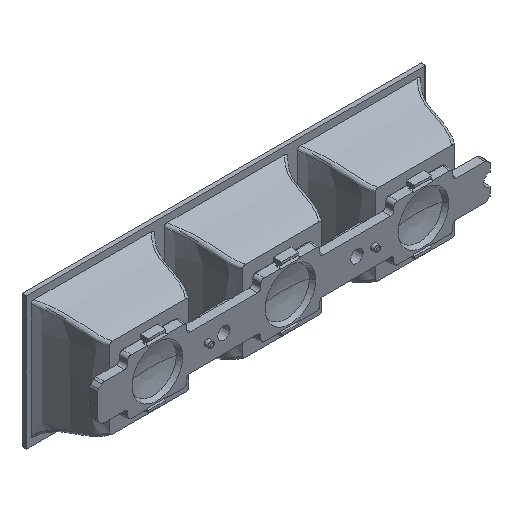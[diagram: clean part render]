
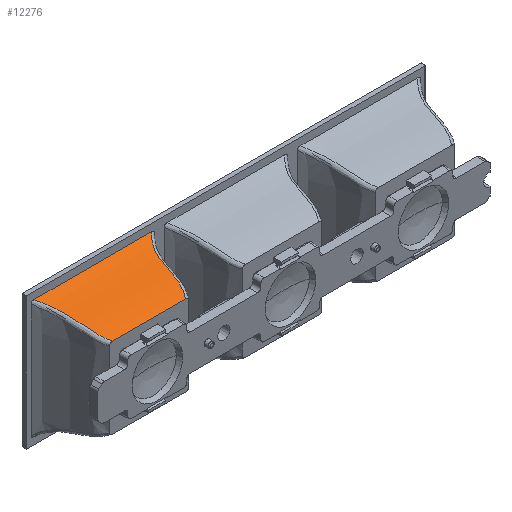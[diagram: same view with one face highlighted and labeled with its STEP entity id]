
A CAD part, isometric view. The second image highlights one B-rep face of the part: STEP entity #12276.
In plain terms, the highlighted face is a extrusion surface.
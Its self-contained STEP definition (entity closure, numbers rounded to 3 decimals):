
#9492=CARTESIAN_POINT('',(-250.994,1.8,12.121));
#9511=CARTESIAN_POINT('',(-250.994,1.8,12.121));
#9512=CARTESIAN_POINT('',(-251.156,1.985,12.207));
#9513=CARTESIAN_POINT('',(-251.476,2.397,12.393));
#9514=CARTESIAN_POINT('',(-251.952,3.142,12.702));
#9515=CARTESIAN_POINT('',(-252.392,4.033,13.039));
#9516=CARTESIAN_POINT('',(-252.736,5.093,13.398));
#9517=CARTESIAN_POINT('',(-252.976,6.345,13.775));
#9518=CARTESIAN_POINT('',(-253.229,7.723,14.146));
#9519=CARTESIAN_POINT('',(-253.496,9.211,14.512));
#9520=CARTESIAN_POINT('',(-253.783,10.818,14.888));
#9521=CARTESIAN_POINT('',(-254.094,12.376,15.256));
#9522=CARTESIAN_POINT('',(-254.456,13.726,15.596));
#9523=CARTESIAN_POINT('',(-254.914,14.938,15.953));
#9524=CARTESIAN_POINT('',(-255.487,16.042,16.349));
#9525=CARTESIAN_POINT('',(-256.15,17.037,16.792));
#9526=CARTESIAN_POINT('',(-256.892,17.929,17.286));
#9527=CARTESIAN_POINT('',(-257.441,18.455,17.644));
#9528=CARTESIAN_POINT('',(-257.729,18.7,17.828));
#9530=DIRECTION('',(1.,0.,0.));
#9531=VECTOR('',#9530,35.463);
#9532=CARTESIAN_POINT('',(-257.729,18.7,17.828));
#9533=LINE('',#9532,#9531);
#9534=DIRECTION('',(-1.,0.,0.));
#9535=VECTOR('',#9534,21.986);
#9536=CARTESIAN_POINT('',(-229.008,1.8,12.121));
#9537=LINE('',#9536,#9535);
#9622=CARTESIAN_POINT('',(-229.008,1.8,12.121));
#9624=CARTESIAN_POINT('',(-229.008,1.8,12.121));
#9625=CARTESIAN_POINT('',(-228.47,2.577,12.483));
#9626=CARTESIAN_POINT('',(-227.568,4.228,13.145));
#9627=CARTESIAN_POINT('',(-226.822,6.936,13.958));
#9628=CARTESIAN_POINT('',(-226.399,9.671,14.625));
#9629=CARTESIAN_POINT('',(-225.915,12.402,15.253));
#9630=CARTESIAN_POINT('',(-225.141,14.942,15.914));
#9631=CARTESIAN_POINT('',(-223.893,17.093,16.765));
#9632=CARTESIAN_POINT('',(-222.844,18.225,17.47));
#9633=CARTESIAN_POINT('',(-222.266,18.7,17.828));
#9635=CARTESIAN_POINT('',(-222.266,18.7,17.828));
#11264=VERTEX_POINT('',#9635);
#11265=CARTESIAN_POINT('',(-257.729,18.7,
17.828));
#11266=VERTEX_POINT('',#11265);
#11301=VERTEX_POINT('',#9622);
#11302=VERTEX_POINT('',#9492);
#12227=CARTESIAN_POINT('',(-316.6,18.842,17.938));
#12228=CARTESIAN_POINT('',(-316.6,18.795,17.901));
#12229=CARTESIAN_POINT('',(-316.6,18.622,17.767));
#12230=CARTESIAN_POINT('',(-316.6,18.297,17.536));
#12231=CARTESIAN_POINT('',(-316.6,17.857,17.254));
#12232=CARTESIAN_POINT('',(-316.6,17.376,16.979));
#12233=CARTESIAN_POINT('',(-316.6,16.866,16.721));
#12234=CARTESIAN_POINT('',(-316.6,16.319,16.474));
#12235=CARTESIAN_POINT('',(-316.6,15.714,16.232));
#12236=CARTESIAN_POINT('',(-316.6,15.024,15.988));
#12237=CARTESIAN_POINT('',(-316.6,14.246,15.747));
#12238=CARTESIAN_POINT('',(-316.6,13.418,15.519));
#12239=CARTESIAN_POINT('',(-316.6,12.598,15.313));
#12240=CARTESIAN_POINT('',(-316.6,11.826,15.127));
#12241=CARTESIAN_POINT('',(-316.6,11.113,14.958));
#12242=CARTESIAN_POINT('',(-316.6,10.453,14.803));
#12243=CARTESIAN_POINT('',(-316.6,9.842,14.659));
#12244=CARTESIAN_POINT('',(-316.6,9.279,14.525));
#12245=CARTESIAN_POINT('',(-316.6,8.763,14.401));
#12246=CARTESIAN_POINT('',(-316.6,8.289,14.284));
#12247=CARTESIAN_POINT('',(-316.6,7.848,14.173));
#12248=CARTESIAN_POINT('',(-316.6,7.426,14.063));
#12249=CARTESIAN_POINT('',(-316.6,7.012,13.954));
#12250=CARTESIAN_POINT('',(-316.6,6.601,13.841));
#12251=CARTESIAN_POINT('',(-316.6,6.19,13.724));
#12252=CARTESIAN_POINT('',(-316.6,5.78,13.604));
#12253=CARTESIAN_POINT('',(-316.6,5.369,13.479));
#12254=CARTESIAN_POINT('',(-316.6,4.946,13.345));
#12255=CARTESIAN_POINT('',(-316.6,4.503,13.198));
#12256=CARTESIAN_POINT('',(-316.6,4.034,13.034));
#12257=CARTESIAN_POINT('',(-316.6,3.539,12.853));
#12258=CARTESIAN_POINT('',(-316.6,3.028,12.654));
#12259=CARTESIAN_POINT('',(-316.6,2.514,12.441));
#12260=CARTESIAN_POINT('',(-316.6,2.104,12.261));
#12261=CARTESIAN_POINT('',(-316.6,1.814,12.128));
#12262=CARTESIAN_POINT('',(-316.6,1.692,12.07));
#12263=CARTESIAN_POINT('',(-316.6,1.638,12.045));
#12265=DIRECTION('',(-1.,0.,0.));
#12266=VECTOR('',#12265,1.);
#12267=SURFACE_OF_LINEAR_EXTRUSION('',#12264,#12266);
#12268=ORIENTED_EDGE('',*,*,#12217,.T.);
#12270=ORIENTED_EDGE('',*,*,#12269,.T.);
#12272=ORIENTED_EDGE('',*,*,#12271,.F.);
#12273=ORIENTED_EDGE('',*,*,#11840,.T.);
#12274=EDGE_LOOP('',(#12268,#12270,#12272,#12273));
#12275=FACE_OUTER_BOUND('',#12274,.F.);
#12276=ADVANCED_FACE('',(#12275),#12267,.F.);
#9529=B_SPLINE_CURVE_WITH_KNOTS('',3,(#9511,#9512,#9513,#9514,#9515,#9516,#9517,
#9518,#9519,#9520,#9521,#9522,#9523,#9524,#9525,#9526,#9527,#9528),
.UNSPECIFIED.,.F.,.F.,(4,1,1,1,1,1,1,1,1,1,1,1,1,1,1,4),(0.,0.067,
0.133,0.2,0.267,0.333,0.4,
0.467,0.533,0.6,0.667,0.733,
0.8,0.867,0.933,1.),.UNSPECIFIED.);
#9634=B_SPLINE_CURVE_WITH_KNOTS('',3,(#9624,#9625,#9626,#9627,#9628,#9629,#9630,
#9631,#9632,#9633),.UNSPECIFIED.,.F.,.F.,(4,1,1,1,1,1,1,4),(0.,
0.143,0.286,0.429,0.571,
0.714,0.857,1.),.UNSPECIFIED.);
#11840=EDGE_CURVE('',#11301,#11302,#9537,.T.);
#12217=EDGE_CURVE('',#11302,#11266,#9529,.T.);
#12264=B_SPLINE_CURVE_WITH_KNOTS('',3,(#12227,#12228,#12229,#12230,#12231,
#12232,#12233,#12234,#12235,#12236,#12237,#12238,#12239,#12240,#12241,#12242,
#12243,#12244,#12245,#12246,#12247,#12248,#12249,#12250,#12251,#12252,#12253,
#12254,#12255,#12256,#12257,#12258,#12259,#12260,#12261,#12262,#12263),
.UNSPECIFIED.,.F.,.F.,(4,1,1,1,1,1,1,1,1,1,1,1,1,1,1,1,1,1,1,1,1,1,1,1,1,1,1,1,
1,1,1,1,1,1,4),(0.,0.01,0.036,0.065,
0.095,0.126,0.158,0.193,
0.233,0.278,0.327,0.374,
0.417,0.457,0.494,0.528,
0.56,0.589,0.615,0.64,
0.664,0.687,0.71,0.734,
0.757,0.781,0.805,0.83,
0.857,0.886,0.917,0.947,
0.978,0.99,1.),.UNSPECIFIED.);
#12269=EDGE_CURVE('',#11266,#11264,#9533,.T.);
#12271=EDGE_CURVE('',#11301,#11264,#9634,.T.);
